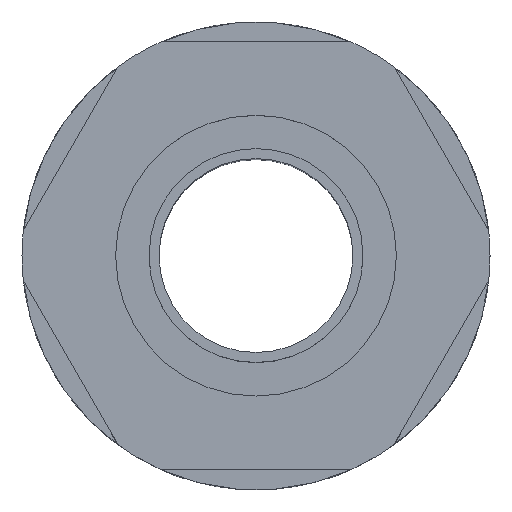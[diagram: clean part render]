
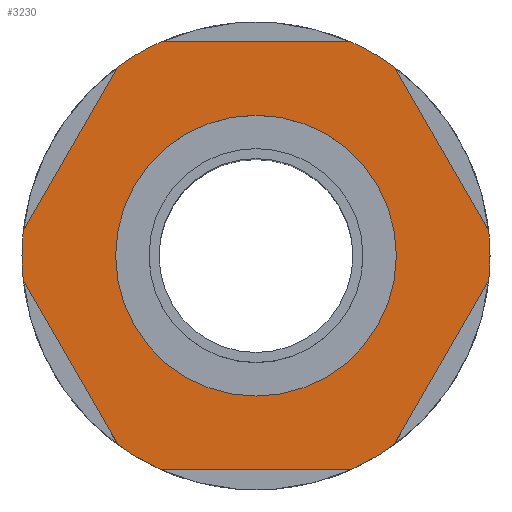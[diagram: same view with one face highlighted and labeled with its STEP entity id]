
A CAD part, top view. The second image highlights one B-rep face of the part: STEP entity #3230.
In plain terms, the highlighted face is planar.
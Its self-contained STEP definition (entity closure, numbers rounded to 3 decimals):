
#1910=CARTESIAN_POINT('',(16.1,12.,0.));
#1920=DIRECTION('',(-1.,0.,0.));
#1930=DIRECTION('',(0.,1.,0.));
#1940=AXIS2_PLACEMENT_3D('',#1910,#1920,#1930);
#1950=PLANE('',#1940);
#1960=CARTESIAN_POINT('',(16.1,0.,0.));
#1970=DIRECTION('',(1.,0.,0.));
#1980=DIRECTION('',(0.,0.,-1.));
#1990=AXIS2_PLACEMENT_3D('',#1960,#1970,#1980);
#2000=CIRCLE('',#1990,10.5);
#2010=CARTESIAN_POINT('',(16.1,0.,-10.5));
#2020=VERTEX_POINT('',#2010);
#2030=CARTESIAN_POINT('',(16.1,0.,10.5));
#2040=VERTEX_POINT('',#2030);
#2050=EDGE_CURVE('',#2020,#2040,#2000,.T.);
#2060=ORIENTED_EDGE('',*,*,#2050,.F.);
#2070=EDGE_CURVE('',#2040,#2020,#2000,.T.);
#2080=ORIENTED_EDGE('',*,*,#2070,.F.);
#2090=EDGE_LOOP('',(#2080,#2060));
#2100=FACE_BOUND('',#2090,.T.);
#2110=CARTESIAN_POINT('',(16.1,0.,0.));
#2120=DIRECTION('',(1.,0.,0.));
#2130=DIRECTION('',(0.,-1.,0.));
#2140=AXIS2_PLACEMENT_3D('',#2110,#2120,#2130);
#2150=CIRCLE('',#2140,17.5);
#2160=CARTESIAN_POINT('',(16.1,-10.312,-14.139));
#2170=VERTEX_POINT('',#2160);
#2180=CARTESIAN_POINT('',(16.1,-7.089,-16.));
#2190=VERTEX_POINT('',#2180);
#2200=EDGE_CURVE('',#2170,#2190,#2150,.T.);
#2210=ORIENTED_EDGE('',*,*,#2200,.T.);
#2220=CARTESIAN_POINT('',(16.1,-18.475,0.));
#2230=DIRECTION('',(0.,0.5,-0.866));
#2240=VECTOR('',#2230,1.);
#2250=LINE('',#2220,#2240);
#2260=CARTESIAN_POINT('',(16.1,-17.401,-1.861));
#2270=VERTEX_POINT('',#2260);
#2280=EDGE_CURVE('',#2270,#2170,#2250,.T.);
#2290=ORIENTED_EDGE('',*,*,#2280,.T.);
#2300=CARTESIAN_POINT('',(16.1,0.,0.));
#2310=DIRECTION('',(1.,0.,0.));
#2320=DIRECTION('',(0.,-1.,0.));
#2330=AXIS2_PLACEMENT_3D('',#2300,#2310,#2320);
#2340=CIRCLE('',#2330,17.5);
#2350=CARTESIAN_POINT('',(16.1,-17.5,0.));
#2360=VERTEX_POINT('',#2350);
#2370=EDGE_CURVE('',#2360,#2270,#2340,.T.);
#2380=ORIENTED_EDGE('',*,*,#2370,.T.);
#2390=CARTESIAN_POINT('',(16.1,-17.401,1.861));
#2400=VERTEX_POINT('',#2390);
#2410=EDGE_CURVE('',#2400,#2360,#2340,.T.);
#2420=ORIENTED_EDGE('',*,*,#2410,.T.);
#2430=CARTESIAN_POINT('',(16.1,-18.475,0.));
#2440=DIRECTION('',(0.,-0.5,-0.866));
#2450=VECTOR('',#2440,1.);
#2460=LINE('',#2430,#2450);
#2470=CARTESIAN_POINT('',(16.1,-10.312,14.139));
#2480=VERTEX_POINT('',#2470);
#2490=EDGE_CURVE('',#2480,#2400,#2460,.T.);
#2500=ORIENTED_EDGE('',*,*,#2490,.T.);
#2510=CARTESIAN_POINT('',(16.1,0.,0.));
#2520=DIRECTION('',(1.,0.,0.));
#2530=DIRECTION('',(0.,-1.,0.));
#2540=AXIS2_PLACEMENT_3D('',#2510,#2520,#2530);
#2550=CIRCLE('',#2540,17.5);
#2560=CARTESIAN_POINT('',(16.1,-7.089,16.));
#2570=VERTEX_POINT('',#2560);
#2580=EDGE_CURVE('',#2570,#2480,#2550,.T.);
#2590=ORIENTED_EDGE('',*,*,#2580,.T.);
#2600=CARTESIAN_POINT('',(16.1,0.,16.));
#2610=DIRECTION('',(0.,-1.,0.));
#2620=VECTOR('',#2610,1.);
#2630=LINE('',#2600,#2620);
#2640=CARTESIAN_POINT('',(16.1,7.089,16.));
#2650=VERTEX_POINT('',#2640);
#2660=EDGE_CURVE('',#2650,#2570,#2630,.T.);
#2670=ORIENTED_EDGE('',*,*,#2660,.T.);
#2680=CARTESIAN_POINT('',(16.1,0.,0.));
#2690=DIRECTION('',(1.,0.,0.));
#2700=DIRECTION('',(0.,-1.,0.));
#2710=AXIS2_PLACEMENT_3D('',#2680,#2690,#2700);
#2720=CIRCLE('',#2710,17.5);
#2730=CARTESIAN_POINT('',(16.1,10.312,14.139));
#2740=VERTEX_POINT('',#2730);
#2750=EDGE_CURVE('',#2740,#2650,#2720,.T.);
#2760=ORIENTED_EDGE('',*,*,#2750,.T.);
#2770=CARTESIAN_POINT('',(16.1,18.475,0.));
#2780=DIRECTION('',(0.,-0.5,0.866));
#2790=VECTOR('',#2780,1.);
#2800=LINE('',#2770,#2790);
#2810=CARTESIAN_POINT('',(16.1,17.401,1.861));
#2820=VERTEX_POINT('',#2810);
#2830=EDGE_CURVE('',#2820,#2740,#2800,.T.);
#2840=ORIENTED_EDGE('',*,*,#2830,.T.);
#2850=CARTESIAN_POINT('',(16.1,0.,0.));
#2860=DIRECTION('',(1.,0.,0.));
#2870=DIRECTION('',(0.,-1.,0.));
#2880=AXIS2_PLACEMENT_3D('',#2850,#2860,#2870);
#2890=CIRCLE('',#2880,17.5);
#2900=CARTESIAN_POINT('',(16.1,17.5,0.));
#2910=VERTEX_POINT('',#2900);
#2920=EDGE_CURVE('',#2910,#2820,#2890,.T.);
#2930=ORIENTED_EDGE('',*,*,#2920,.T.);
#2940=CARTESIAN_POINT('',(16.1,17.401,-1.861));
#2950=VERTEX_POINT('',#2940);
#2960=EDGE_CURVE('',#2950,#2910,#2890,.T.);
#2970=ORIENTED_EDGE('',*,*,#2960,.T.);
#2980=CARTESIAN_POINT('',(16.1,18.475,0.));
#2990=DIRECTION('',(0.,0.5,0.866));
#3000=VECTOR('',#2990,1.);
#3010=LINE('',#2980,#3000);
#3020=CARTESIAN_POINT('',(16.1,10.312,-14.139));
#3030=VERTEX_POINT('',#3020);
#3040=EDGE_CURVE('',#3030,#2950,#3010,.T.);
#3050=ORIENTED_EDGE('',*,*,#3040,.T.);
#3060=CARTESIAN_POINT('',(16.1,0.,0.));
#3070=DIRECTION('',(1.,0.,0.));
#3080=DIRECTION('',(0.,-1.,0.));
#3090=AXIS2_PLACEMENT_3D('',#3060,#3070,#3080);
#3100=CIRCLE('',#3090,17.5);
#3110=CARTESIAN_POINT('',(16.1,7.089,-16.));
#3120=VERTEX_POINT('',#3110);
#3130=EDGE_CURVE('',#3120,#3030,#3100,.T.);
#3140=ORIENTED_EDGE('',*,*,#3130,.T.);
#3150=CARTESIAN_POINT('',(16.1,0.,-16.));
#3160=DIRECTION('',(0.,1.,0.));
#3170=VECTOR('',#3160,1.);
#3180=LINE('',#3150,#3170);
#3190=EDGE_CURVE('',#2190,#3120,#3180,.T.);
#3200=ORIENTED_EDGE('',*,*,#3190,.T.);
#3210=EDGE_LOOP('',(#3200,#3140,#3050,#2970,#2930,#2840,#2760,#2670,
#2590,#2500,#2420,#2380,#2290,#2210));
#3220=FACE_OUTER_BOUND('',#3210,.T.);
#3230=ADVANCED_FACE('',(#2100,#3220),#1950,.F.);
